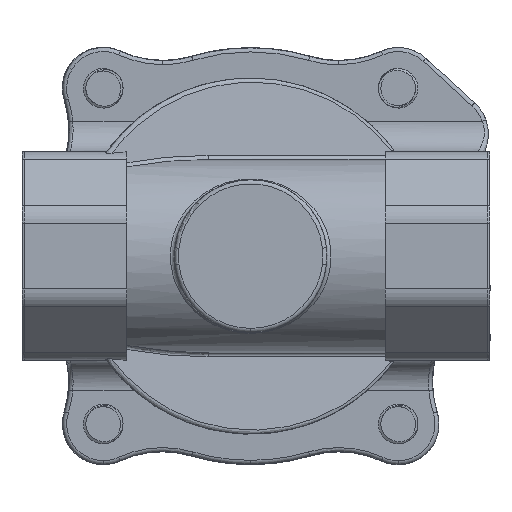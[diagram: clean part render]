
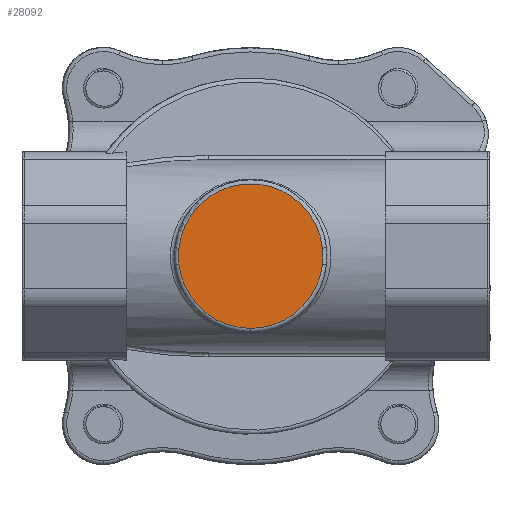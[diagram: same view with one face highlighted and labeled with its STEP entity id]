
A CAD part, front view. The second image highlights one B-rep face of the part: STEP entity #28092.
In plain terms, the highlighted planar face has unit normal (0, -1, 0).
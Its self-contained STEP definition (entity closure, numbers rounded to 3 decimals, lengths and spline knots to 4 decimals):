
#362 = CARTESIAN_POINT ( 'NONE',  ( -0.5971, -0.807, -0.0615 ) ) ;
#443 = B_SPLINE_CURVE_WITH_KNOTS ( 'NONE', 3,
 ( #29893, #2877, #17543, #44794, #33931, #10946 ),
 .UNSPECIFIED., .F., .F.,
 ( 4, 2, 4 ),
 ( 0., 0.0016, 0.0031 ),
 .UNSPECIFIED. ) ;
#530 = DIRECTION ( 'NONE',  ( 0., 0., -1. ) ) ;
#577 = CARTESIAN_POINT ( 'NONE',  ( -0.5994, -0.807, -0.041 ) ) ;
#779 = CARTESIAN_POINT ( 'NONE',  ( 0.5151, -0.807, 0.0615 ) ) ;
#1714 = ORIENTED_EDGE ( 'NONE', *, *, #46451, .T. ) ;
#2877 = CARTESIAN_POINT ( 'NONE',  ( 0.5174, -0.807, -0.041 ) ) ;
#3389 = AXIS2_PLACEMENT_3D ( 'NONE', #9043, #23974, #5015 ) ;
#3440 = EDGE_LOOP ( 'NONE', ( #1714, #21041, #9081, #5035, #7300 ) ) ;
#3590 = PLANE ( 'NONE',  #43176 ) ;
#4347 = CARTESIAN_POINT ( 'NONE',  ( -0.6006, -0.807, -0.0205 ) ) ;
#5015 = DIRECTION ( 'NONE',  ( 0., 0., -1. ) ) ;
#5035 = ORIENTED_EDGE ( 'NONE', *, *, #40084, .T. ) ;
#6078 = VERTEX_POINT ( 'NONE', #362 ) ;
#7099 = CARTESIAN_POINT ( 'NONE',  ( -0.041, -0.807, 0. ) ) ;
#7300 = ORIENTED_EDGE ( 'NONE', *, *, #16339, .T. ) ;
#8135 = CARTESIAN_POINT ( 'NONE',  ( -0.5971, -0.807, 0.0615 ) ) ;
#9043 = CARTESIAN_POINT ( 'NONE',  ( -0.041, -0.807, 0. ) ) ;
#9081 = ORIENTED_EDGE ( 'NONE', *, *, #46603, .T. ) ;
#10946 = CARTESIAN_POINT ( 'NONE',  ( 0.5151, -0.807, 0.0615 ) ) ;
#11042 = DIRECTION ( 'NONE',  ( 0., -1., 0. ) ) ;
#12659 = VERTEX_POINT ( 'NONE', #20219 ) ;
#14918 = CARTESIAN_POINT ( 'NONE',  ( -0.041, -0.807, -0.5595 ) ) ;
#15473 = CARTESIAN_POINT ( 'NONE',  ( -0.5994, -0.807, 0.041 ) ) ;
#16082 = B_SPLINE_CURVE_WITH_KNOTS ( 'NONE', 3,
 ( #8135, #15473, #49562, #4347, #577, #19039 ),
 .UNSPECIFIED., .F., .F.,
 ( 4, 2, 4 ),
 ( 0., 0.0016, 0.0031 ),
 .UNSPECIFIED. ) ;
#16339 = EDGE_CURVE ( 'Defeatured_0_44+Defeatured_0_43+Defeatured_0_46+Defeatured_0_48', #19125, #47652, #23129, .T. ) ;
#16745 = VERTEX_POINT ( 'NONE', #779 ) ;
#17543 = CARTESIAN_POINT ( 'NONE',  ( 0.5186, -0.807, -0.0206 ) ) ;
#18034 = EDGE_CURVE ( 'Defeatured_0_44+Defeatured_0_45+Defeatured_0_48+Defeatured_0_46', #16745, #12659, #20751, .T. ) ;
#19023 = CARTESIAN_POINT ( 'NONE',  ( 0.999, -0.807, 0. ) ) ;
#19039 = CARTESIAN_POINT ( 'NONE',  ( -0.5971, -0.807, -0.0615 ) ) ;
#19125 = VERTEX_POINT ( 'NONE', #14918 ) ;
#20219 = CARTESIAN_POINT ( 'NONE',  ( -0.5971, -0.807, 0.0615 ) ) ;
#20751 = CIRCLE ( 'NONE', #27188, 0.5595 ) ;
#21041 = ORIENTED_EDGE ( 'NONE', *, *, #18034, .T. ) ;
#22416 = DIRECTION ( 'NONE',  ( 0., 0., -1. ) ) ;
#23129 = CIRCLE ( 'NONE', #24740, 0.5595 ) ;
#23974 = DIRECTION ( 'NONE',  ( 0., -1., 0. ) ) ;
#24716 = DIRECTION ( 'NONE',  ( 0., -1., 0. ) ) ;
#24740 = AXIS2_PLACEMENT_3D ( 'NONE', #7099, #31087, #530 ) ;
#27188 = AXIS2_PLACEMENT_3D ( 'NONE', #34274, #11042, #22416 ) ;
#28092 = ADVANCED_FACE ( 'Defeatured_0_44', ( #38196 ), #3590, .T. ) ;
#29893 = CARTESIAN_POINT ( 'NONE',  ( 0.5151, -0.807, -0.0615 ) ) ;
#31087 = DIRECTION ( 'NONE',  ( 0., -1., 0. ) ) ;
#33931 = CARTESIAN_POINT ( 'NONE',  ( 0.5174, -0.807, 0.041 ) ) ;
#34274 = CARTESIAN_POINT ( 'NONE',  ( -0.041, -0.807, 0. ) ) ;
#35608 = CIRCLE ( 'NONE', #3389, 0.5595 ) ;
#38196 = FACE_OUTER_BOUND ( 'NONE', #3440, .T. ) ;
#40084 = EDGE_CURVE ( 'Defeatured_0_44+Defeatured_0_43+Defeatured_0_46+Defeatured_0_48', #6078, #19125, #35608, .T. ) ;
#43176 = AXIS2_PLACEMENT_3D ( 'NONE', #19023, #24716, #47669 ) ;
#44794 = CARTESIAN_POINT ( 'NONE',  ( 0.5186, -0.807, 0.0205 ) ) ;
#46451 = EDGE_CURVE ( 'Defeatured_0_44+Defeatured_0_48+Defeatured_0_43+Defeatured_0_45', #47652, #16745, #443, .T. ) ;
#46603 = EDGE_CURVE ( 'Defeatured_0_44+Defeatured_0_46+Defeatured_0_45+Defeatured_0_43', #12659, #6078, #16082, .T. ) ;
#47652 = VERTEX_POINT ( 'NONE', #47757 ) ;
#47669 = DIRECTION ( 'NONE',  ( 0., 0., -1. ) ) ;
#47757 = CARTESIAN_POINT ( 'NONE',  ( 0.5151, -0.807, -0.0615 ) ) ;
#49562 = CARTESIAN_POINT ( 'NONE',  ( -0.6006, -0.807, 0.0206 ) ) ;
